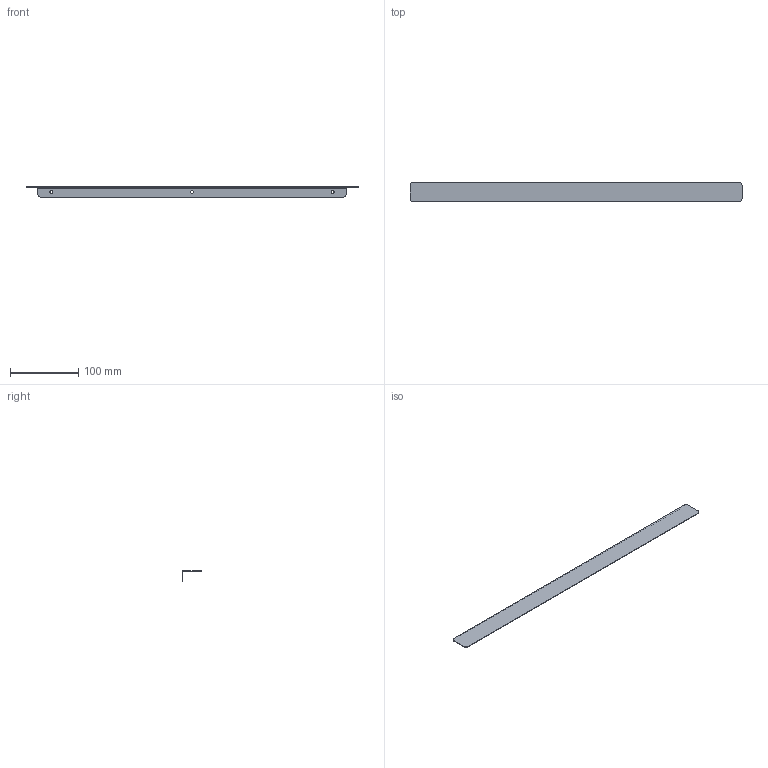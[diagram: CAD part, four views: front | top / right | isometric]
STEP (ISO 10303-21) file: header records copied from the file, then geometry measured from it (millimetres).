
FILE_DESCRIPTION (( 'STEP AP203' ), '1' );
FILE_NAME ('YKM40D-FO-PVSK-001-060 ÀÃÈÅ 275.00.004 Ôàëüø ïàíåëü âíóòðåííÿÿ ãëóõàÿ êîìïåíñèðóþùàÿ FORMAT IEK.STEP', '2020-12-10T09:41:11', ( '' ), ( '' ), 'SwSTEP 2.0', 'SolidWorks 2017', '' );
FILE_SCHEMA (( 'CONFIG_CONTROL_DESIGN' ));
Length unit declared in the file: millimetre
Products named in the file (1): YKM40D-FO-PVSK-001-060  ÀÃÈÅ 275.00.004 Ôàëüø ïàíåëü âíóòðåííÿÿ ãëóõàÿ êîìïåíñèðóþùàÿ FORMAT IEK
Bounding box: 486.5 x 29 x 15 mm (x, y, z)
Volume: 16594.4 mm3; surface area: 41525.3 mm2
Topology: 1 solids, 1 shells, 22 faces, 58 edges, 38 vertices
Faces by surface type: plane 13, cylinder 9
Full cylindrical faces by diameter (mm): 4.2 x3
Entity records: 758 total; most frequent: DIRECTION 119, CARTESIAN_POINT 116, ORIENTED_EDGE 110, EDGE_CURVE 55, AXIS2_PLACEMENT_3D 41, VERTEX_POINT 38, LINE 37, VECTOR 37
